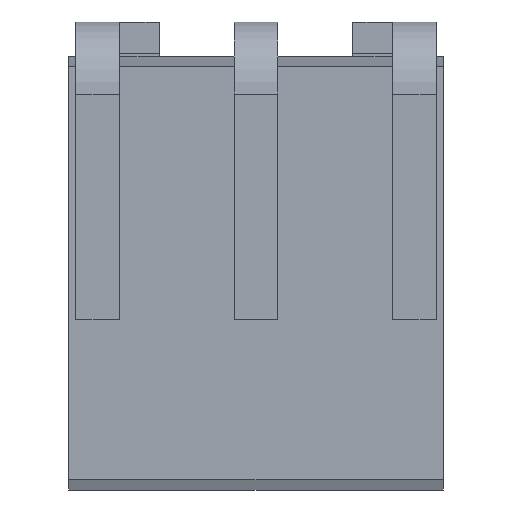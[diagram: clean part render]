
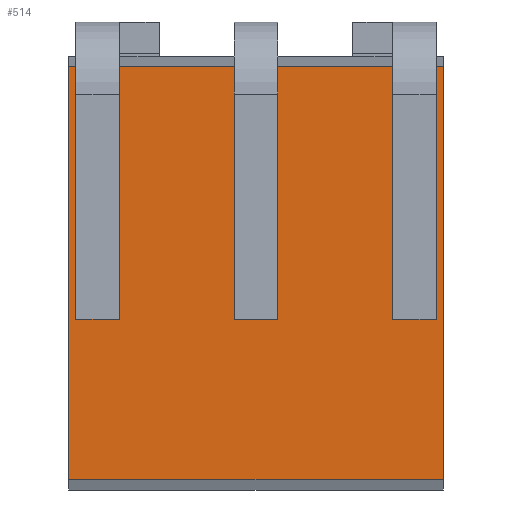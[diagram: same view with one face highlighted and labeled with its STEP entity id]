
A CAD part, front view. The second image highlights one B-rep face of the part: STEP entity #514.
In plain terms, the highlighted planar face has unit normal (0, -1, 0).
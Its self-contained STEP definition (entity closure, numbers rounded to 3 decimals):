
#191=PLANE('',#1272);
#252=LINE('',#1662,#384);
#262=LINE('',#1681,#394);
#265=LINE('',#1686,#397);
#266=LINE('',#1687,#398);
#384=VECTOR('',#1364,1.);
#394=VECTOR('',#1376,1.);
#397=VECTOR('',#1383,1.);
#398=VECTOR('',#1384,1.);
#514=ADVANCED_FACE('',(#579),#191,.F.);
#579=FACE_OUTER_BOUND('',#644,.T.);
#644=EDGE_LOOP('',(#732,#733,#734,#735));
#732=ORIENTED_EDGE('',*,*,#1109,.F.);
#733=ORIENTED_EDGE('',*,*,#1122,.T.);
#734=ORIENTED_EDGE('',*,*,#1119,.F.);
#735=ORIENTED_EDGE('',*,*,#1123,.T.);
#1009=VERTEX_POINT('',#1661);
#1010=VERTEX_POINT('',#1663);
#1013=VERTEX_POINT('',#1671);
#1017=VERTEX_POINT('',#1680);
#1109=EDGE_CURVE('',#1009,#1010,#252,.T.);
#1119=EDGE_CURVE('',#1017,#1013,#262,.T.);
#1122=EDGE_CURVE('',#1009,#1013,#265,.T.);
#1123=EDGE_CURVE('',#1017,#1010,#266,.T.);
#1272=AXIS2_PLACEMENT_3D('',#1688,#1385,#1386);
#1364=DIRECTION('',(0.,0.,-1.));
#1376=DIRECTION('',(0.,0.,1.));
#1383=DIRECTION('',(-1.,0.,0.));
#1384=DIRECTION('',(1.,0.,0.));
#1385=DIRECTION('',(0.,1.,0.));
#1386=DIRECTION('',(0.,0.,-1.));
#1661=CARTESIAN_POINT('',(15.658,-0.058,3.314));
#1662=CARTESIAN_POINT('',(15.658,-0.058,-3.475));
#1663=CARTESIAN_POINT('',(15.658,-0.058,-3.314));
#1671=CARTESIAN_POINT('',(9.658,-0.058,3.314));
#1680=CARTESIAN_POINT('',(9.658,-0.058,-3.314));
#1681=CARTESIAN_POINT('',(9.658,-0.058,-3.475));
#1686=CARTESIAN_POINT('',(12.658,-0.058,3.314));
#1687=CARTESIAN_POINT('',(12.658,-0.058,-3.314));
#1688=CARTESIAN_POINT('',(12.658,-0.058,0.));
